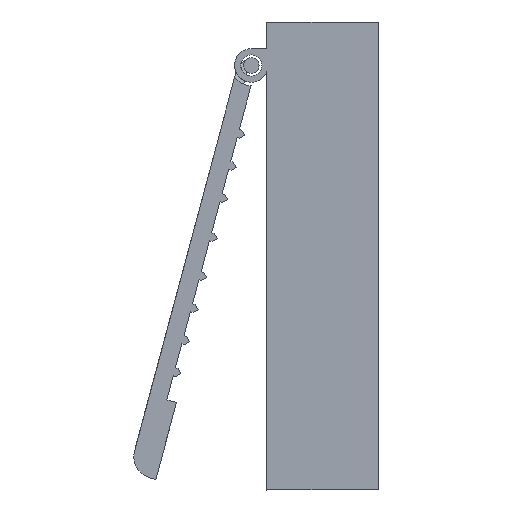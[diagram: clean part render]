
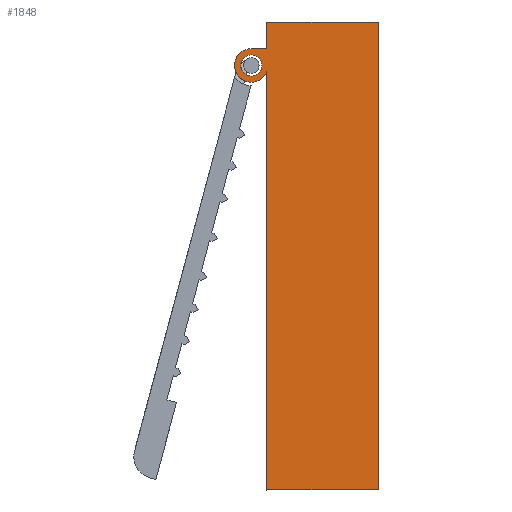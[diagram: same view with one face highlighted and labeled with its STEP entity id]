
A CAD part, left-side view. The second image highlights one B-rep face of the part: STEP entity #1848.
In plain terms, the highlighted planar face has unit normal (-1, 0, 0).
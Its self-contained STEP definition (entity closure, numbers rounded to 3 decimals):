
#53=FACE_BOUND('',#216,.T.);
#69=CIRCLE('',#1960,2.693);
#70=CIRCLE('',#1964,1.7);
#112=FACE_OUTER_BOUND('',#215,.T.);
#215=EDGE_LOOP('',(#1310,#1311,#1312,#1313,#1314,#1315,#1316));
#216=EDGE_LOOP('',(#1317));
#312=LINE('',#2616,#536);
#336=LINE('',#2700,#560);
#341=LINE('',#2711,#565);
#349=LINE('',#2728,#573);
#355=LINE('',#2740,#579);
#356=LINE('',#2742,#580);
#536=VECTOR('',#2098,10.);
#560=VECTOR('',#2176,10.);
#565=VECTOR('',#2191,10.);
#573=VECTOR('',#2207,10.);
#579=VECTOR('',#2215,10.);
#580=VECTOR('',#2218,10.);
#749=VERTEX_POINT('',#2593);
#760=VERTEX_POINT('',#2614);
#780=VERTEX_POINT('',#2667);
#785=VERTEX_POINT('',#2679);
#793=VERTEX_POINT('',#2697);
#794=VERTEX_POINT('',#2710);
#799=VERTEX_POINT('',#2726);
#804=VERTEX_POINT('',#2738);
#940=EDGE_CURVE('',#749,#760,#312,.T.);
#964=EDGE_CURVE('',#749,#780,#69,.T.);
#970=EDGE_CURVE('',#785,#785,#70,.T.);
#981=EDGE_CURVE('',#780,#793,#336,.T.);
#986=EDGE_CURVE('',#794,#793,#341,.T.);
#995=EDGE_CURVE('',#760,#799,#349,.T.);
#1001=EDGE_CURVE('',#804,#799,#355,.T.);
#1002=EDGE_CURVE('',#794,#804,#356,.T.);
#1310=ORIENTED_EDGE('',*,*,#1001,.F.);
#1311=ORIENTED_EDGE('',*,*,#1002,.F.);
#1312=ORIENTED_EDGE('',*,*,#986,.T.);
#1313=ORIENTED_EDGE('',*,*,#981,.F.);
#1314=ORIENTED_EDGE('',*,*,#964,.F.);
#1315=ORIENTED_EDGE('',*,*,#940,.T.);
#1316=ORIENTED_EDGE('',*,*,#995,.T.);
#1317=ORIENTED_EDGE('',*,*,#970,.F.);
#1760=PLANE('',#1980);
#1848=ADVANCED_FACE('',(#112,#53),#1760,.F.);
#1960=AXIS2_PLACEMENT_3D('',#2668,#2147,#2148);
#1964=AXIS2_PLACEMENT_3D('',#2680,#2158,#2159);
#1980=AXIS2_PLACEMENT_3D('',#2741,#2216,#2217);
#2098=DIRECTION('',(0.,0.,-1.));
#2147=DIRECTION('center_axis',(1.,0.,0.));
#2148=DIRECTION('ref_axis',(0.,1.,0.));
#2158=DIRECTION('center_axis',(-1.,0.,0.));
#2159=DIRECTION('ref_axis',(0.,-1.,0.));
#2176=DIRECTION('',(0.,-1.,0.));
#2191=DIRECTION('',(0.,0.,-1.));
#2207=DIRECTION('',(0.,-1.,0.));
#2215=DIRECTION('',(0.,0.,-1.));
#2216=DIRECTION('center_axis',(1.,0.,0.));
#2217=DIRECTION('ref_axis',(0.,0.,1.));
#2218=DIRECTION('',(0.,-1.,0.));
#2593=CARTESIAN_POINT('',(-16.901,117.119,124.02));
#2614=CARTESIAN_POINT('',(-16.901,117.119,56.733));
#2616=CARTESIAN_POINT('',(-16.901,117.119,116.24));
#2667=CARTESIAN_POINT('',(-16.901,119.619,127.713));
#2668=CARTESIAN_POINT('Origin',(-16.901,119.619,125.02));
#2679=CARTESIAN_POINT('',(-16.901,121.319,125.02));
#2680=CARTESIAN_POINT('Origin',(-16.901,119.619,125.02));
#2697=CARTESIAN_POINT('',(-16.901,117.119,127.713));
#2700=CARTESIAN_POINT('',(-16.901,106.653,127.713));
#2710=CARTESIAN_POINT('',(-16.901,117.119,132.013));
#2711=CARTESIAN_POINT('',(-16.901,117.119,116.24));
#2726=CARTESIAN_POINT('',(-16.901,99.219,56.733));
#2728=CARTESIAN_POINT('',(-16.901,109.685,56.733));
#2738=CARTESIAN_POINT('',(-16.901,99.219,132.013));
#2740=CARTESIAN_POINT('',(-16.901,99.219,98.52));
#2741=CARTESIAN_POINT('Origin',(-16.901,108.1,102.668));
#2742=CARTESIAN_POINT('',(-16.901,109.685,132.013));
